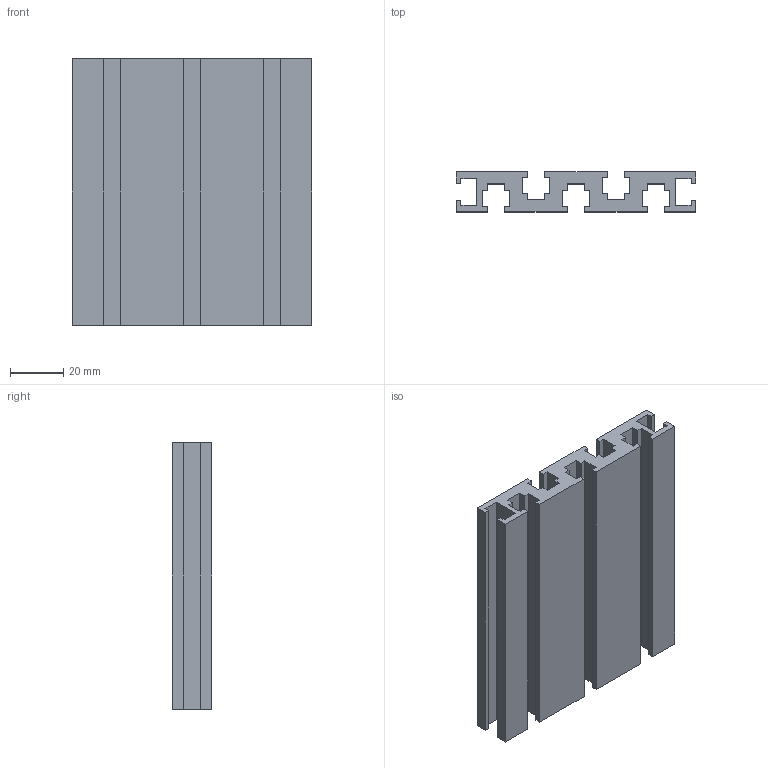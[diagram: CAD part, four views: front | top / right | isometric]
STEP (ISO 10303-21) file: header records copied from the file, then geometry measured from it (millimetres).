
FILE_DESCRIPTION (( 'STEP AP203' ), '1' );
FILE_NAME ('JL-6-1590G.STEP', '2019-07-23T05:54:50', ( 'admin' ), ( '' ), 'SwSTEP 2.0', 'SolidWorks 2017', '' );
FILE_SCHEMA (( 'CONFIG_CONTROL_DESIGN' ));
Length unit declared in the file: millimetre
Products named in the file (1): JL-6-1590G
Bounding box: 90 x 15 x 100 mm (x, y, z)
Volume: 74815.5 mm3; surface area: 41775.7 mm2
Topology: 1 solids, 1 shells, 236 faces, 675 edges, 450 vertices
Faces by surface type: plane 208, bspline 28
Entity records: 8528 total; most frequent: CARTESIAN_POINT 2470, ORIENTED_EDGE 1350, DIRECTION 1037, EDGE_CURVE 675, LINE 619, VECTOR 619, VERTEX_POINT 450, EDGE_LOOP 245
